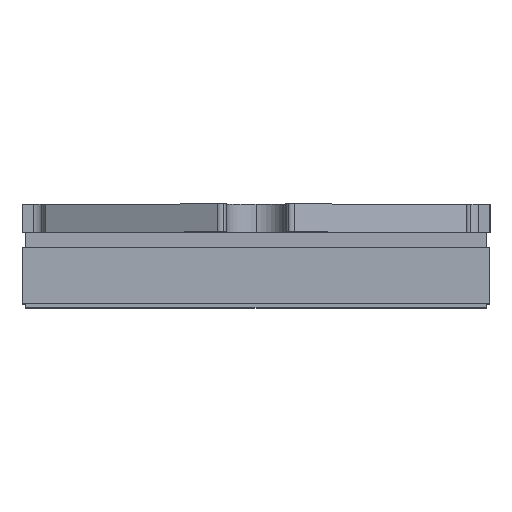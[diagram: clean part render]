
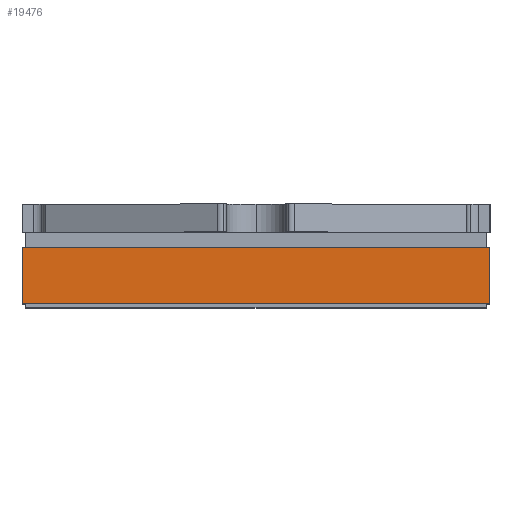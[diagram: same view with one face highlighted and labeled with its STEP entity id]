
A CAD part, top view. The second image highlights one B-rep face of the part: STEP entity #19476.
In plain terms, the highlighted planar face has unit normal (0, 0, 1).
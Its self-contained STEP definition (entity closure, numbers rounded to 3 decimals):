
#19312=CARTESIAN_POINT('',(-15.494,-2.616,16.157));
#19313=VERTEX_POINT('',#19312);
#19330=CARTESIAN_POINT('',(15.494,-2.616,16.157));
#19331=VERTEX_POINT('',#19330);
#19338=CARTESIAN_POINT('',(15.494,-2.616,16.157));
#19339=DIRECTION('',(-1.0,0.0,0.0));
#19340=VECTOR('',#19339,30.988);
#19341=LINE('',#19338,#19340);
#19342=EDGE_CURVE('',#19331,#19313,#19341,.T.);
#19388=CARTESIAN_POINT('',(-15.494,1.118,16.157));
#19389=VERTEX_POINT('',#19388);
#19396=CARTESIAN_POINT('',(15.494,1.118,16.157));
#19397=VERTEX_POINT('',#19396);
#19398=CARTESIAN_POINT('',(-15.494,1.118,16.157));
#19399=DIRECTION('',(1.0,0.0,0.0));
#19400=VECTOR('',#19399,30.988);
#19401=LINE('',#19398,#19400);
#19402=EDGE_CURVE('',#19389,#19397,#19401,.T.);
#19448=CARTESIAN_POINT('',(15.494,1.118,16.157));
#19449=DIRECTION('',(0.0,-1.0,0.0));
#19450=VECTOR('',#19449,3.734);
#19451=LINE('',#19448,#19450);
#19452=EDGE_CURVE('',#19397,#19331,#19451,.T.);
#19460=CARTESIAN_POINT('',(0.,-0.749,16.157));
#19461=DIRECTION('',(0.0,0.0,-1.0));
#19462=DIRECTION('',(0.0,-1.0,0.0));
#19463=AXIS2_PLACEMENT_3D('',#19460,#19461,#19462);
#19464=PLANE('',#19463);
#19465=CARTESIAN_POINT('',(-15.494,1.118,16.157));
#19466=DIRECTION('',(0.0,-1.0,0.0));
#19467=VECTOR('',#19466,3.734);
#19468=LINE('',#19465,#19467);
#19469=EDGE_CURVE('',#19389,#19313,#19468,.T.);
#19470=ORIENTED_EDGE('',*,*,#19469,.T.);
#19471=ORIENTED_EDGE('',*,*,#19342,.F.);
#19472=ORIENTED_EDGE('',*,*,#19452,.F.);
#19473=ORIENTED_EDGE('',*,*,#19402,.F.);
#19474=EDGE_LOOP('',(#19470,#19471,#19472,#19473));
#19475=FACE_OUTER_BOUND('',#19474,.T.);
#19476=ADVANCED_FACE('',(#19475),#19464,.F.);
